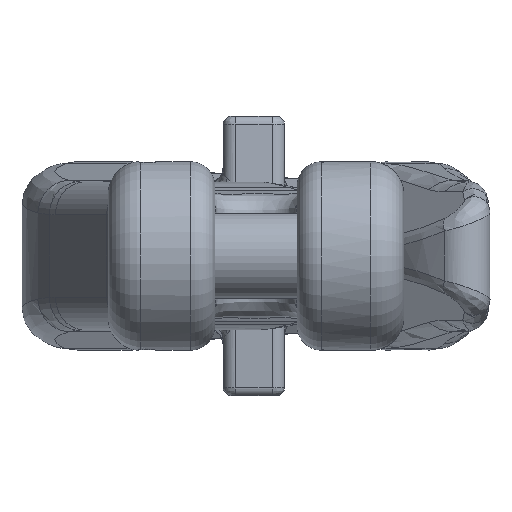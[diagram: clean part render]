
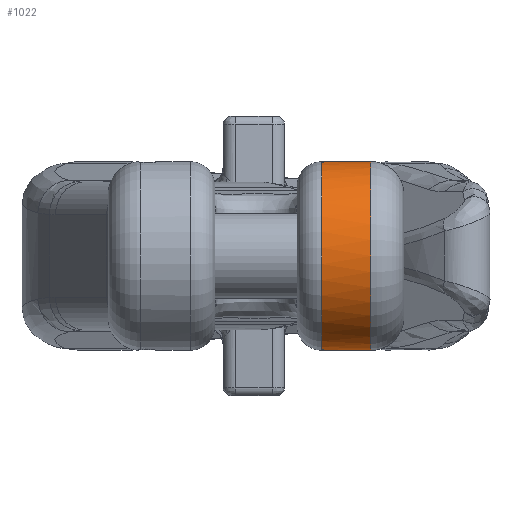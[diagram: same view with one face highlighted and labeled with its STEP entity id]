
A CAD part, left-side view. The second image highlights one B-rep face of the part: STEP entity #1022.
In plain terms, the highlighted cylindrical face has radius 11.5 mm (diameter 23 mm), a partial arc.
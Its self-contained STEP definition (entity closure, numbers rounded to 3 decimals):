
#453=CYLINDRICAL_SURFACE('',#7496,11.5);
#580=FACE_OUTER_BOUND('',#2637,.T.);
#1022=ADVANCED_FACE('',(#580),#453,.T.);
#1588=CIRCLE('',#7494,11.5);
#1589=CIRCLE('',#7495,11.5);
#1898=LINE('',#12140,#2231);
#1899=LINE('',#12144,#2232);
#2231=VECTOR('',#8133,1.);
#2232=VECTOR('',#8136,1.);
#2637=EDGE_LOOP('',(#3444,#3445,#3446,#3447,#3448,#3449));
#3444=ORIENTED_EDGE('',*,*,#6188,.T.);
#3445=ORIENTED_EDGE('',*,*,#6189,.T.);
#3446=ORIENTED_EDGE('',*,*,#6190,.T.);
#3447=ORIENTED_EDGE('',*,*,#6191,.T.);
#3448=ORIENTED_EDGE('',*,*,#6192,.T.);
#3449=ORIENTED_EDGE('',*,*,#6193,.T.);
#5516=VERTEX_POINT('',#12133);
#5517=VERTEX_POINT('',#12134);
#5518=VERTEX_POINT('',#12139);
#5519=VERTEX_POINT('',#12141);
#5520=VERTEX_POINT('',#12143);
#5521=VERTEX_POINT('',#12145);
#6188=EDGE_CURVE('',#5516,#5517,#1588,.T.);
#6189=EDGE_CURVE('',#5517,#5518,#7113,.T.);
#6190=EDGE_CURVE('',#5518,#5519,#1898,.T.);
#6191=EDGE_CURVE('',#5519,#5520,#1589,.T.);
#6192=EDGE_CURVE('',#5520,#5521,#1899,.T.);
#6193=EDGE_CURVE('',#5521,#5516,#7114,.T.);
#7113=B_SPLINE_CURVE_WITH_KNOTS('',3,(#12135,#12136,#12137,#12138),
 .UNSPECIFIED.,.F.,.F.,(4,4),(0.,1.),.UNSPECIFIED.);
#7114=B_SPLINE_CURVE_WITH_KNOTS('',3,(#12146,#12147,#12148,#12149),
 .UNSPECIFIED.,.F.,.F.,(4,4),(0.,1.),.UNSPECIFIED.);
#7494=AXIS2_PLACEMENT_3D('',#12132,#8131,#8132);
#7495=AXIS2_PLACEMENT_3D('',#12142,#8134,#8135);
#7496=AXIS2_PLACEMENT_3D('',#12150,#8137,#8138);
#8131=DIRECTION('',(0.,1.,0.));
#8132=DIRECTION('',(1.,0.,0.));
#8133=DIRECTION('',(0.,1.,0.));
#8134=DIRECTION('',(0.,-1.,0.));
#8135=DIRECTION('',(-1.,0.,0.));
#8136=DIRECTION('',(0.,-1.,0.));
#8137=DIRECTION('',(0.,-1.,0.));
#8138=DIRECTION('',(0.,0.,-1.));
#12132=CARTESIAN_POINT('',(-63.4,-14.,0.));
#12133=CARTESIAN_POINT('',(-63.781,-14.,-11.494));
#12134=CARTESIAN_POINT('',(-63.781,-14.,11.494));
#12135=CARTESIAN_POINT('',(-63.781,-14.,11.494));
#12136=CARTESIAN_POINT('',(-62.703,-13.594,11.529));
#12137=CARTESIAN_POINT('',(-61.633,-13.327,11.412));
#12138=CARTESIAN_POINT('',(-60.613,-13.197,11.157));
#12139=CARTESIAN_POINT('',(-60.613,-13.197,11.157));
#12140=CARTESIAN_POINT('',(-60.613,57.,11.157));
#12141=CARTESIAN_POINT('',(-60.613,-8.,11.157));
#12142=CARTESIAN_POINT('',(-63.4,-8.,0.));
#12143=CARTESIAN_POINT('',(-60.613,-8.,-11.157));
#12144=CARTESIAN_POINT('',(-60.613,57.,-11.157));
#12145=CARTESIAN_POINT('',(-60.613,-13.197,-11.157));
#12146=CARTESIAN_POINT('',(-60.613,-13.197,-11.157));
#12147=CARTESIAN_POINT('',(-61.634,-13.327,-11.412));
#12148=CARTESIAN_POINT('',(-62.702,-13.594,-11.529));
#12149=CARTESIAN_POINT('',(-63.781,-14.,-11.494));
#12150=CARTESIAN_POINT('',(-63.4,57.,0.));
